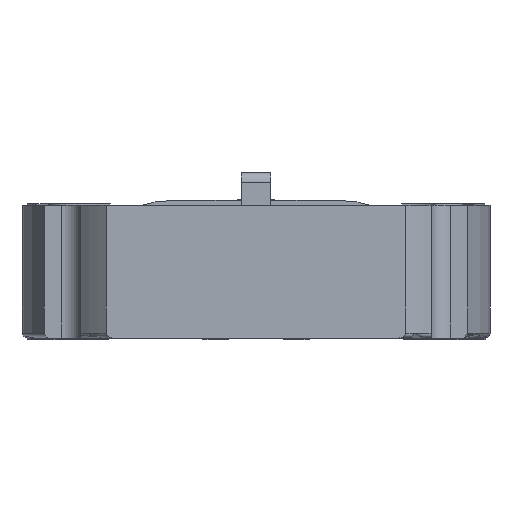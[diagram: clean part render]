
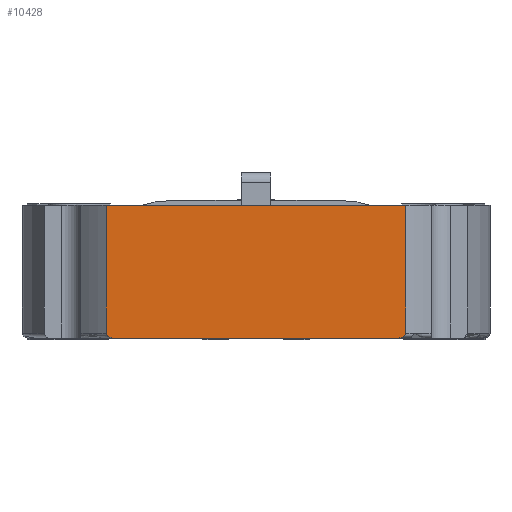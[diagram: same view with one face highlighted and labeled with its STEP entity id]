
A CAD part, front view. The second image highlights one B-rep face of the part: STEP entity #10428.
In plain terms, the highlighted planar face has unit normal (0, -1, 0).
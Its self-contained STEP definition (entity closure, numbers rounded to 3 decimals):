
#299 = DIRECTION ( 'NONE',  ( 0., 0., -1. ) ) ;
#407 = CARTESIAN_POINT ( 'NONE',  ( 14.422, -18.3, -8.4 ) ) ;
#641 = CARTESIAN_POINT ( 'NONE',  ( -15.217, -18.3, -7.9 ) ) ;
#701 = VECTOR ( 'NONE', #12043, 1000. ) ;
#724 = CARTESIAN_POINT ( 'NONE',  ( 14.422, -18.3, -8.4 ) ) ;
#1805 = CARTESIAN_POINT ( 'NONE',  ( -15.217, -18.3, 5.1 ) ) ;
#1980 = VECTOR ( 'NONE', #10323, 1000. ) ;
#2118 = CARTESIAN_POINT ( 'NONE',  ( -15.217, -18.3, -7.9 ) ) ;
#2167 = ORIENTED_EDGE ( 'NONE', *, *, #14386, .F. ) ;
#2657 = CARTESIAN_POINT ( 'NONE',  ( 15.217, -18.3, -7.987 ) ) ;
#3059 = EDGE_CURVE ( 'NONE', #9116, #3477, #9657, .T. ) ;
#3102 = CARTESIAN_POINT ( 'NONE',  ( -15.217, -18.3, 5.1 ) ) ;
#3115 = CARTESIAN_POINT ( 'NONE',  ( -15.217, -18.3, 5.1 ) ) ;
#3181 = B_SPLINE_CURVE_WITH_KNOTS ( 'NONE', 3,
 ( #2118, #4445, #4313, #3251, #4358, #12179, #7749, #12227 ),
 .UNSPECIFIED., .F., .F.,
 ( 4, 2, 2, 4 ),
 ( 0., 0., 0.001, 0.001 ),
 .UNSPECIFIED. ) ;
#3251 = CARTESIAN_POINT ( 'NONE',  ( -15.068, -18.3, -8.202 ) ) ;
#3477 = VERTEX_POINT ( 'NONE', #641 ) ;
#3481 = FACE_OUTER_BOUND ( 'NONE', #12037, .T. ) ;
#3675 = B_SPLINE_CURVE_WITH_KNOTS ( 'NONE', 3,
 ( #407, #11807, #4919, #3862, #8471, #12779, #6109, #8270, #2657, #10615 ),
 .UNSPECIFIED., .F., .F.,
 ( 4, 2, 2, 2, 4 ),
 ( 0., 0., 0.001, 0.001, 0.001 ),
 .UNSPECIFIED. ) ;
#3862 = CARTESIAN_POINT ( 'NONE',  ( 14.76, -18.3, -8.357 ) ) ;
#4045 = DIRECTION ( 'NONE',  ( 0., 1., 0. ) ) ;
#4263 = EDGE_CURVE ( 'NONE', #9331, #7775, #6528, .T. ) ;
#4297 = AXIS2_PLACEMENT_3D ( 'NONE', #1805, #4045, #9859 ) ;
#4313 = CARTESIAN_POINT ( 'NONE',  ( -15.18, -18.3, -8.069 ) ) ;
#4358 = CARTESIAN_POINT ( 'NONE',  ( -14.997, -18.3, -8.253 ) ) ;
#4445 = CARTESIAN_POINT ( 'NONE',  ( -15.217, -18.3, -7.987 ) ) ;
#4689 = EDGE_CURVE ( 'NONE', #9116, #9246, #11248, .T. ) ;
#4877 = EDGE_CURVE ( 'NONE', #3477, #9331, #3181, .T. ) ;
#4919 = CARTESIAN_POINT ( 'NONE',  ( 14.593, -18.3, -8.392 ) ) ;
#5837 = CARTESIAN_POINT ( 'NONE',  ( 15.217, -18.3, 5.1 ) ) ;
#6109 = CARTESIAN_POINT ( 'NONE',  ( 15.068, -18.3, -8.202 ) ) ;
#6214 = ORIENTED_EDGE ( 'NONE', *, *, #13913, .T. ) ;
#6458 = CARTESIAN_POINT ( 'NONE',  ( 15.217, -18.3, 5.1 ) ) ;
#6528 = LINE ( 'NONE', #13561, #1980 ) ;
#6765 = DIRECTION ( 'NONE',  ( 1., 0., 0. ) ) ;
#7494 = CARTESIAN_POINT ( 'NONE',  ( -15.217, -18.3, 5.1 ) ) ;
#7749 = CARTESIAN_POINT ( 'NONE',  ( -14.595, -18.3, -8.4 ) ) ;
#7775 = VERTEX_POINT ( 'NONE', #724 ) ;
#8136 = CARTESIAN_POINT ( 'NONE',  ( 15.217, -18.3, -7.9 ) ) ;
#8270 = CARTESIAN_POINT ( 'NONE',  ( 15.179, -18.3, -8.071 ) ) ;
#8320 = ORIENTED_EDGE ( 'NONE', *, *, #3059, .T. ) ;
#8471 = CARTESIAN_POINT ( 'NONE',  ( 14.843, -18.3, -8.33 ) ) ;
#8517 = VERTEX_POINT ( 'NONE', #8136 ) ;
#8523 = PLANE ( 'NONE',  #4297 ) ;
#9116 = VERTEX_POINT ( 'NONE', #7494 ) ;
#9246 = VERTEX_POINT ( 'NONE', #6458 ) ;
#9331 = VERTEX_POINT ( 'NONE', #12664 ) ;
#9544 = VECTOR ( 'NONE', #6765, 1000. ) ;
#9596 = LINE ( 'NONE', #5837, #9929 ) ;
#9657 = LINE ( 'NONE', #3115, #701 ) ;
#9859 = DIRECTION ( 'NONE',  ( -1., 0., 0. ) ) ;
#9929 = VECTOR ( 'NONE', #299, 1000. ) ;
#10323 = DIRECTION ( 'NONE',  ( 1., 0., 0. ) ) ;
#10428 = ADVANCED_FACE ( 'NONE', ( #3481 ), #8523, .F. ) ;
#10615 = CARTESIAN_POINT ( 'NONE',  ( 15.217, -18.3, -7.9 ) ) ;
#10616 = ORIENTED_EDGE ( 'NONE', *, *, #4263, .T. ) ;
#10851 = ORIENTED_EDGE ( 'NONE', *, *, #4689, .F. ) ;
#11248 = LINE ( 'NONE', #3102, #9544 ) ;
#11807 = CARTESIAN_POINT ( 'NONE',  ( 14.508, -18.3, -8.4 ) ) ;
#12037 = EDGE_LOOP ( 'NONE', ( #10616, #6214, #2167, #10851, #8320, #14313 ) ) ;
#12043 = DIRECTION ( 'NONE',  ( 0., 0., -1. ) ) ;
#12179 = CARTESIAN_POINT ( 'NONE',  ( -14.767, -18.3, -8.368 ) ) ;
#12227 = CARTESIAN_POINT ( 'NONE',  ( -14.422, -18.3, -8.4 ) ) ;
#12664 = CARTESIAN_POINT ( 'NONE',  ( -14.422, -18.3, -8.4 ) ) ;
#12779 = CARTESIAN_POINT ( 'NONE',  ( 14.996, -18.3, -8.253 ) ) ;
#13561 = CARTESIAN_POINT ( 'NONE',  ( -15.217, -18.3, -8.4 ) ) ;
#13913 = EDGE_CURVE ( 'NONE', #7775, #8517, #3675, .T. ) ;
#14313 = ORIENTED_EDGE ( 'NONE', *, *, #4877, .T. ) ;
#14386 = EDGE_CURVE ( 'NONE', #9246, #8517, #9596, .T. ) ;
